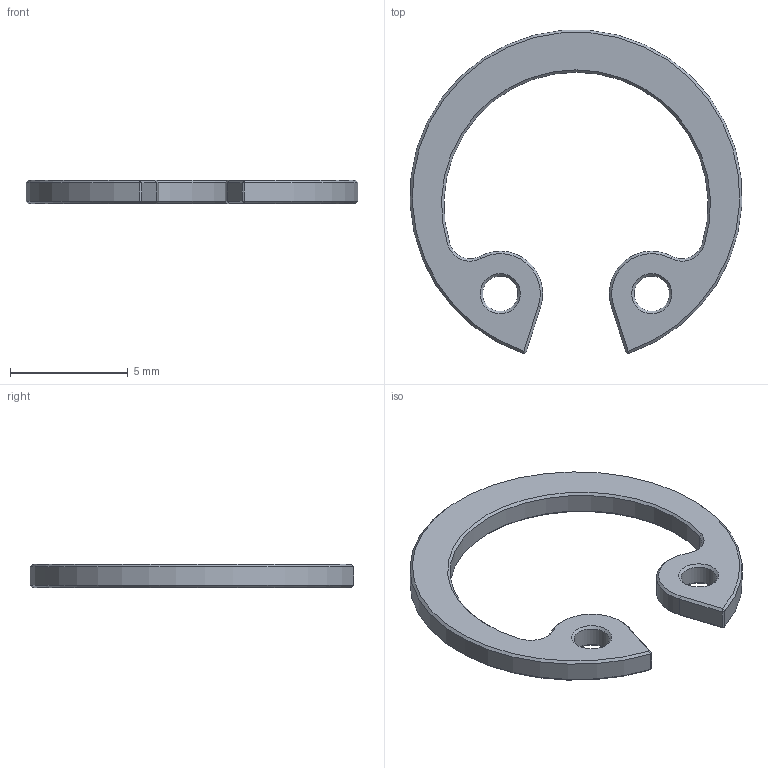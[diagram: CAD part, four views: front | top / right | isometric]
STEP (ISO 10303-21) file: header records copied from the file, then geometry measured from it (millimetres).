
FILE_DESCRIPTION(('FreeCAD Model'),'2;1');
FILE_NAME('DIN472_Form-J_13x1.step','2020-09-21T10:35:18',( 'Author'),(''),'Open CASCADE STEP processor 7.3','FreeCAD','Unknown' );
FILE_SCHEMA(('AUTOMOTIVE_DESIGN { 1 0 10303 214 1 1 1 1 }'));
Length unit declared in the file: millimetre
Products named in the file (1): DIN472_Form-J_13x1
Bounding box: 14.08 x 13.72 x 1 mm (x, y, z)
Volume: 63.4 mm3; surface area: 204.7 mm2
Topology: 1 solids, 1 shells, 38 faces, 84 edges, 48 vertices
Faces by surface type: cone 16, plane 14, cylinder 8
Full cylindrical faces by diameter (mm): 1.5 x2
Entity records: 1061 total; most frequent: DIRECTION 198, CARTESIAN_POINT 171, ORIENTED_EDGE 168, EDGE_CURVE 84, AXIS2_PLACEMENT_3D 75, VERTEX_POINT 48, LINE 48, VECTOR 48
